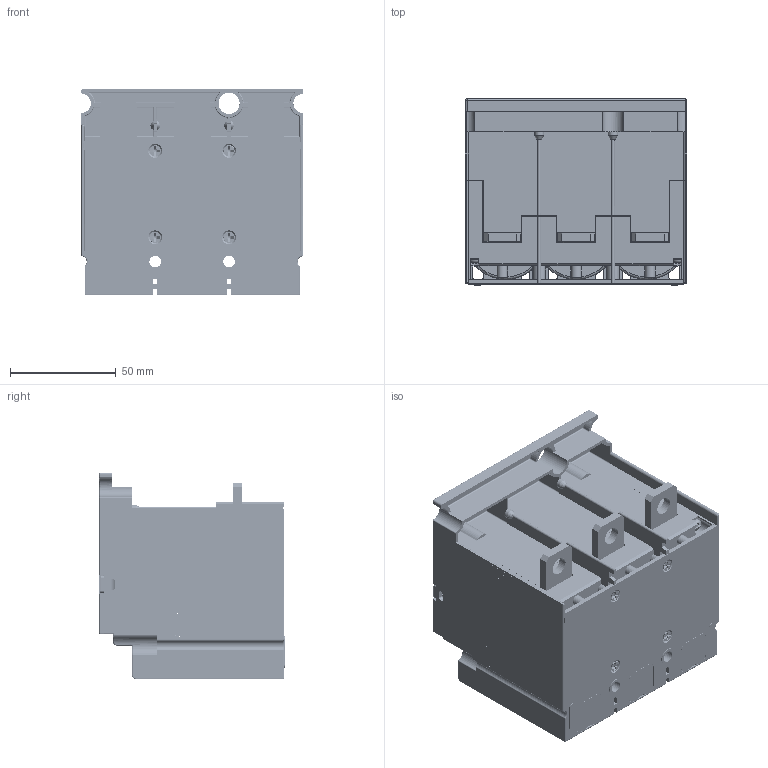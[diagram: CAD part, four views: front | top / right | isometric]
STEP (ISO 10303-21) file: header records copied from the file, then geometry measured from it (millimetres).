
FILE_DESCRIPTION((''),'2;1');
FILE_NAME('6592FM1601001-004_IMU22-M8_3P_ASM','2022-08-18T08:57:38',('zying1'),(''),'CREO PARAMETRIC BY PTC INC, 2020044','CREO PARAMETRIC BY PTC INC, 2020044','');
FILE_SCHEMA(('CONFIG_CONTROL_DESIGN','SHAPE_APPEARANCE_LAYERS_GROUPS'));
Products named in the file (46): 8024FM1601; 8754M0101102-22473; 8754M0101102-23397; 8754M0101102-24321; 8940M0308103_SOLID_1-25245; 8940M0308103_QUILT_1-26029; 8940M0308103_SOLID_1-26100; 8940M0308103_QUILT_1-26884; 8940M0308103_SOLID_1-26955; 8940M0308103_QUILT_1-27739; 8585FM1603; 8585FM1601; 8585FM1602; 8750FM1601; 8742M0101009-30622; 8742M0101009-35557; 8742M0101009-40492; 8300M0101002-45427; 8300M0101002-46344; 8300M0101002-47261; 8315FM1601; SP070057-58194; SP070057-59167; 8315FM1604; SP070449-63566; SP070449-64427; 5599FM1613001-002_SOLID_2; 8315FM1613; SP070324-111859; SP070324-112644; SP070324-113429; SP070324-114214; SP070443-114999; SP070443-115860; SP110690_SOLID_1-116721; SP110690_SOLID_2-117201; SP110690_QUILT_1-117458; SP110690_SOLID_1-117566; SP110690_SOLID_2-118046; SP110690_QUILT_1-118303 ...
Assembly tree (45 placements, depth 3):
  6592FM1601001-004_IMU22-M8_3P_ASM
    ASM0004_ASM
      8024FM1601
      8754M0101102-22473
      8754M0101102-23397
      8754M0101102-24321
      8940M0308103_SOLID_1-25245
      8940M0308103_QUILT_1-26029
      8940M0308103_SOLID_1-26100
      8940M0308103_QUILT_1-26884
      8940M0308103_SOLID_1-26955
      8940M0308103_QUILT_1-27739
      8585FM1603
      8585FM1601
      8585FM1602
      8750FM1601
      8742M0101009-30622
      8742M0101009-35557
      8742M0101009-40492
      8300M0101002-45427
      8300M0101002-46344
      8300M0101002-47261
      8315FM1601
      SP070057-58194
      SP070057-59167
      8315FM1604
      SP070449-63566
      SP070449-64427
      5599FM1613001-002_SOLID_2
      8315FM1613
      SP070324-111859
      SP070324-112644
      SP070324-113429
      SP070324-114214
      SP070443-114999
      SP070443-115860
      SP110690_SOLID_1-116721
      SP110690_SOLID_2-117201
      SP110690_QUILT_1-117458
      SP110690_SOLID_1-117566
      SP110690_SOLID_2-118046
      SP110690_QUILT_1-118303
      SP110690_SOLID_1-118411
      SP110690_SOLID_2-118891
      SP110690_QUILT_1-119148
      8867M1424100315
Bounding box: 105.12 x 88 x 98 mm (x, y, z)
Volume: 207650.8 mm3; surface area: 217293.5 mm2
Topology: 38 solids, 44 shells, 3965 faces, 11189 edges, 7291 vertices
Faces by surface type: plane 2014, cylinder 1588, torus 177, sphere 87, cone 78, bspline 21
Entity records: 135193 total; most frequent: CARTESIAN_POINT 25690, DIRECTION 22757, ORIENTED_EDGE 22190, EDGE_CURVE 11104, AXIS2_PLACEMENT_3D 7988, VERTEX_POINT 7291, VECTOR 6781, LINE 6781
